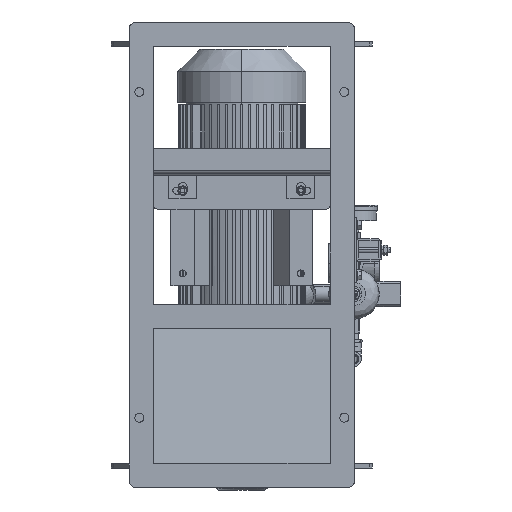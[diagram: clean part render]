
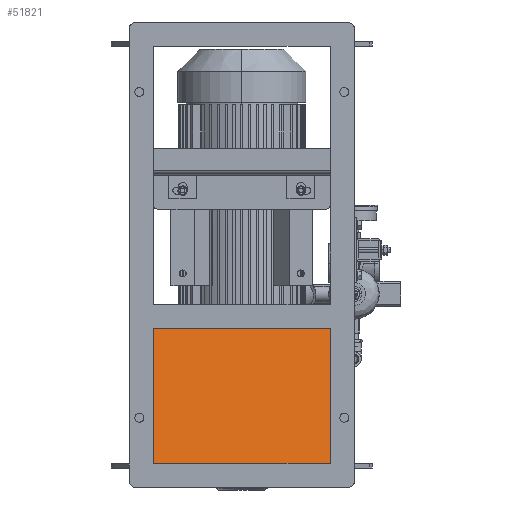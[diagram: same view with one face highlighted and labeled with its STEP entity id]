
A CAD part, front view. The second image highlights one B-rep face of the part: STEP entity #51821.
In plain terms, the highlighted planar face has unit normal (0, -0.982, 0.187).
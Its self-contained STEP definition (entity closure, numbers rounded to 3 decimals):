
#882 = VERTEX_POINT ( 'NONE', #96832 ) ;
#3789 = VERTEX_POINT ( 'NONE', #104386 ) ;
#10042 = ORIENTED_EDGE ( 'NONE', *, *, #83157, .F. ) ;
#19361 = EDGE_LOOP ( 'NONE', ( #25666, #71822, #10042, #68410 ) ) ;
#20707 = LINE ( 'NONE', #68136, #49253 ) ;
#25666 = ORIENTED_EDGE ( 'NONE', *, *, #54041, .T. ) ;
#33800 = DIRECTION ( 'NONE',  ( 0., 0.187, 0.982 ) ) ;
#37689 = CARTESIAN_POINT ( 'NONE',  ( 190., -283.965, -97.437 ) ) ;
#40920 = DIRECTION ( 'NONE',  ( -1., 0., 0. ) ) ;
#41666 = CARTESIAN_POINT ( 'NONE',  ( 190., -228.965, 192. ) ) ;
#42185 = CARTESIAN_POINT ( 'NONE',  ( 190., -283.965, -97.437 ) ) ;
#44489 = AXIS2_PLACEMENT_3D ( 'NONE', #42185, #77228, #33800 ) ;
#49253 = VECTOR ( 'NONE', #95545, 1000. ) ;
#50799 = LINE ( 'NONE', #37689, #91613 ) ;
#51821 = ADVANCED_FACE ( 'NONE', ( #78554 ), #52138, .F. ) ;
#52138 = PLANE ( 'NONE',  #44489 ) ;
#54041 = EDGE_CURVE ( 'NONE', #3789, #882, #75033, .T. ) ;
#57597 = DIRECTION ( 'NONE',  ( 0., -0.187, -0.982 ) ) ;
#57900 = VERTEX_POINT ( 'NONE', #83642 ) ;
#68136 = CARTESIAN_POINT ( 'NONE',  ( 190., -283.965, -97.437 ) ) ;
#68410 = ORIENTED_EDGE ( 'NONE', *, *, #82442, .F. ) ;
#71822 = ORIENTED_EDGE ( 'NONE', *, *, #86012, .T. ) ;
#75033 = LINE ( 'NONE', #41666, #104923 ) ;
#77228 = DIRECTION ( 'NONE',  ( 0., 0.982, -0.187 ) ) ;
#78554 = FACE_OUTER_BOUND ( 'NONE', #19361, .T. ) ;
#82442 = EDGE_CURVE ( 'NONE', #3789, #57900, #50799, .T. ) ;
#83157 = EDGE_CURVE ( 'NONE', #57900, #102854, #20707, .T. ) ;
#83642 = CARTESIAN_POINT ( 'NONE',  ( 190., -283.965, -97.437 ) ) ;
#86012 = EDGE_CURVE ( 'NONE', #882, #102854, #86989, .T. ) ;
#86896 = CARTESIAN_POINT ( 'NONE',  ( -190., -283.965, -97.437 ) ) ;
#86989 = LINE ( 'NONE', #101361, #108665 ) ;
#91613 = VECTOR ( 'NONE', #98254, 1000. ) ;
#95545 = DIRECTION ( 'NONE',  ( -1., 0., 0. ) ) ;
#96832 = CARTESIAN_POINT ( 'NONE',  ( -190., -228.965, 192. ) ) ;
#98254 = DIRECTION ( 'NONE',  ( 0., -0.187, -0.982 ) ) ;
#101361 = CARTESIAN_POINT ( 'NONE',  ( -190., -283.965, -97.437 ) ) ;
#102854 = VERTEX_POINT ( 'NONE', #86896 ) ;
#104386 = CARTESIAN_POINT ( 'NONE',  ( 190., -228.965, 192. ) ) ;
#104923 = VECTOR ( 'NONE', #40920, 1000. ) ;
#108665 = VECTOR ( 'NONE', #57597, 1000. ) ;
